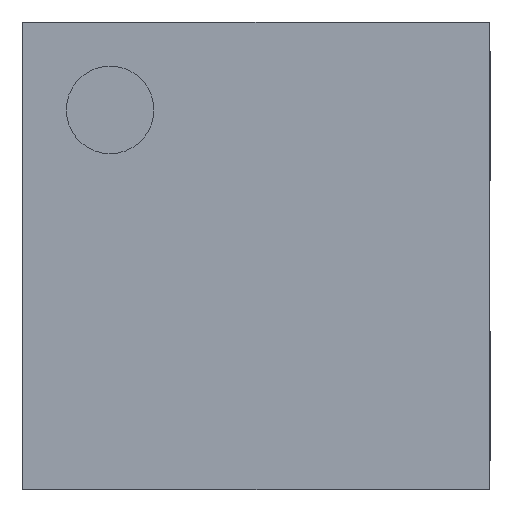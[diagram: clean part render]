
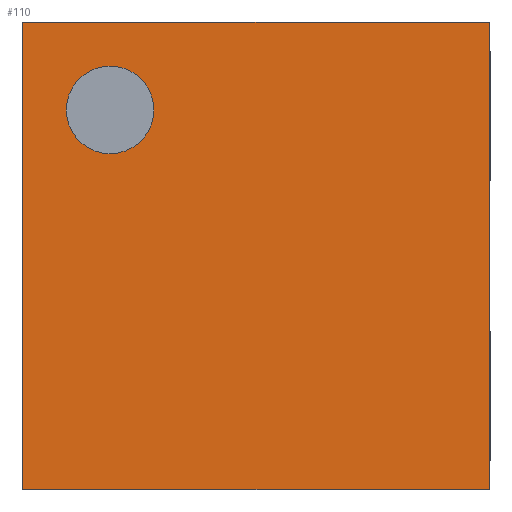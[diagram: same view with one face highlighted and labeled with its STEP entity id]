
A CAD part, top view. The second image highlights one B-rep face of the part: STEP entity #110.
In plain terms, the highlighted planar face has unit normal (0, 0, 1).
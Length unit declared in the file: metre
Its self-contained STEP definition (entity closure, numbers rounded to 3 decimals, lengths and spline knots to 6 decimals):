
#110=ADVANCED_FACE('0:27',(#229,#230),#231,.T.);
#229=FACE_OUTER_BOUND('',#356,.T.);
#230=FACE_BOUND('',#357,.T.);
#231=PLANE('',#358);
#356=EDGE_LOOP('',(#606,#607,#608,#609));
#357=EDGE_LOOP('',(#610,#611));
#358=AXIS2_PLACEMENT_3D('',#612,#613,#614);
#606=ORIENTED_EDGE('',*,*,#879,.T.);
#607=ORIENTED_EDGE('',*,*,#880,.T.);
#608=ORIENTED_EDGE('',*,*,#881,.T.);
#609=ORIENTED_EDGE('',*,*,#882,.T.);
#610=ORIENTED_EDGE('',*,*,#877,.T.);
#611=ORIENTED_EDGE('',*,*,#776,.T.);
#612=CARTESIAN_POINT('',(0.,0.,0.00045));
#613=DIRECTION('',(0.0,0.0,1.0));
#614=DIRECTION('',(1.0,0.0,0.0));
#776=EDGE_CURVE('',#923,#920,#924,.T.);
#877=EDGE_CURVE('0:141',#920,#923,#1082,.T.);
#879=EDGE_CURVE('0:144',#1084,#1085,#1086,.T.);
#880=EDGE_CURVE('0:147',#1085,#1087,#1088,.T.);
#881=EDGE_CURVE('0:150',#1087,#1089,#1090,.T.);
#882=EDGE_CURVE('0:153',#1089,#1084,#1091,.T.);
#920=VERTEX_POINT('NONE',#1135);
#923=VERTEX_POINT('',#1139);
#924=CIRCLE('',#1140,0.000094);
#1082=CIRCLE('',#1374,0.000094);
#1084=VERTEX_POINT('NONE',#1376);
#1085=VERTEX_POINT('NONE',#1377);
#1086=LINE('',#1378,#1379);
#1087=VERTEX_POINT('NONE',#1380);
#1088=LINE('',#1381,#1382);
#1089=VERTEX_POINT('NONE',#1383);
#1090=LINE('',#1384,#1385);
#1091=LINE('',#1386,#1387);
#1135=CARTESIAN_POINT('',(-0.000219,0.000313,0.00045));
#1139=CARTESIAN_POINT('',(-0.000406,0.000313,0.00045));
#1140=AXIS2_PLACEMENT_3D('',#1451,#1452,#1453);
#1374=AXIS2_PLACEMENT_3D('',#1536,#1537,#1538);
#1376=CARTESIAN_POINT('',(0.0005,-0.0005,0.00045));
#1377=CARTESIAN_POINT('',(0.0005,0.0005,0.00045));
#1378=CARTESIAN_POINT('',(0.0005,0.,0.00045));
#1379=VECTOR('',#1539,1.25);
#1380=CARTESIAN_POINT('',(-0.0005,0.0005,0.00045));
#1381=CARTESIAN_POINT('',(0.,0.0005,0.00045));
#1382=VECTOR('',#1540,1.25);
#1383=CARTESIAN_POINT('',(-0.0005,-0.0005,0.00045));
#1384=CARTESIAN_POINT('',(-0.0005,0.,0.00045));
#1385=VECTOR('',#1541,1.25);
#1386=CARTESIAN_POINT('',(0.,-0.0005,0.00045));
#1387=VECTOR('',#1542,1.25);
#1451=CARTESIAN_POINT('',(-0.000313,0.000313,0.00045));
#1452=DIRECTION('',(0.0,0.0,-1.0));
#1453=DIRECTION('',(1.0,0.0,0.0));
#1536=CARTESIAN_POINT('',(-0.000313,0.000313,0.00045));
#1537=DIRECTION('',(0.0,0.0,-1.0));
#1538=DIRECTION('',(1.0,0.0,0.0));
#1539=DIRECTION('',(0.0,1.0,0.0));
#1540=DIRECTION('',(-1.0,0.0,0.0));
#1541=DIRECTION('',(0.0,-1.0,0.0));
#1542=DIRECTION('',(1.0,0.0,0.0));
